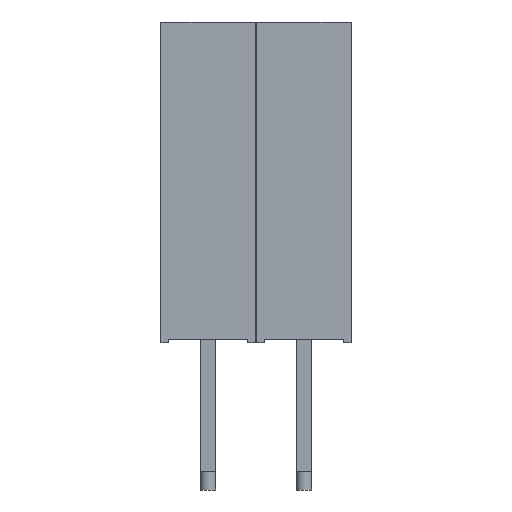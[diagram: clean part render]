
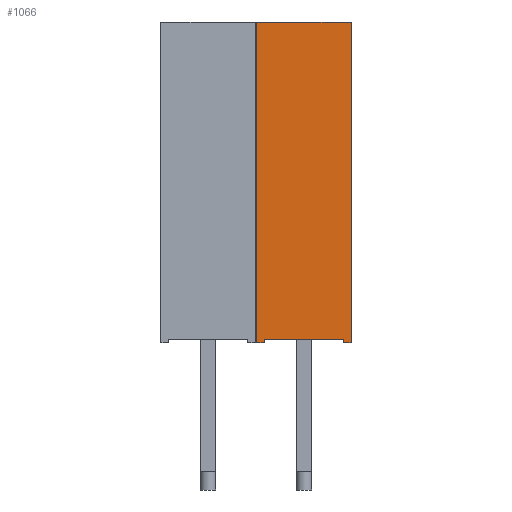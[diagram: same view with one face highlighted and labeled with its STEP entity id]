
A CAD part, left-side view. The second image highlights one B-rep face of the part: STEP entity #1066.
In plain terms, the highlighted planar face has unit normal (-1, 0, 0).
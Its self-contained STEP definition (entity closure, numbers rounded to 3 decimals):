
#1066=ADVANCED_FACE('',(#1291),#1293,.T.);
#1291=FACE_BOUND('',#1292,.T.);
#1292=EDGE_LOOP('',(#1457,#1458,#1459,#1460,#1461,#1462,#1463,#1464));
#1293=PLANE('',#1294);
#1294=AXIS2_PLACEMENT_3D('',#1295,#1296,#1297);
#1295=CARTESIAN_POINT('',(0.,2.5,0.));
#1296=DIRECTION('',(-1.,0.,0.));
#1297=DIRECTION('',(0.,-1.,0.));
#1457=ORIENTED_EDGE('',*,*,#1560,.T.);
#1458=ORIENTED_EDGE('',*,*,#1549,.T.);
#1459=ORIENTED_EDGE('',*,*,#1559,.T.);
#1460=ORIENTED_EDGE('',*,*,#1561,.T.);
#1461=ORIENTED_EDGE('',*,*,#1562,.T.);
#1462=ORIENTED_EDGE('',*,*,#1563,.F.);
#1463=ORIENTED_EDGE('',*,*,#1564,.F.);
#1464=ORIENTED_EDGE('',*,*,#1565,.T.);
#1549=EDGE_CURVE('',#1626,#1624,#1627,.T.);
#1559=EDGE_CURVE('',#1624,#1642,#1644,.F.);
#1560=EDGE_CURVE('',#1645,#1626,#1646,.F.);
#1561=EDGE_CURVE('',#1642,#1647,#1648,.T.);
#1562=EDGE_CURVE('',#1647,#1649,#1650,.T.);
#1563=EDGE_CURVE('',#1651,#1649,#1652,.T.);
#1564=EDGE_CURVE('',#1653,#1651,#1654,.T.);
#1565=EDGE_CURVE('',#1653,#1645,#1655,.T.);
#1624=VERTEX_POINT('',#1768);
#1626=VERTEX_POINT('',#1772);
#1627=LINE('',#1773,#1774);
#1642=VERTEX_POINT('',#1806);
#1644=LINE('',#1810,#1811);
#1645=VERTEX_POINT('',#1813);
#1646=LINE('',#1814,#1815);
#1647=VERTEX_POINT('',#1817);
#1648=LINE('',#1818,#1819);
#1649=VERTEX_POINT('',#1821);
#1650=LINE('',#1822,#1823);
#1651=VERTEX_POINT('',#1825);
#1652=LINE('',#1826,#1827);
#1653=VERTEX_POINT('',#1829);
#1654=LINE('',#1830,#1831);
#1655=LINE('',#1833,#1834);
#1768=CARTESIAN_POINT('',(0.,0.2,0.1));
#1772=CARTESIAN_POINT('',(0.,2.3,0.1));
#1773=CARTESIAN_POINT('',(0.,2.3,0.1));
#1774=VECTOR('',#1775,1.);
#1775=DIRECTION('',(0.,-1.,0.));
#1806=CARTESIAN_POINT('',(0.,0.2,0.));
#1810=CARTESIAN_POINT('',(0.,0.2,0.));
#1811=VECTOR('',#1812,1.);
#1812=DIRECTION('',(0.,0.,1.));
#1813=CARTESIAN_POINT('',(0.,2.3,0.));
#1814=CARTESIAN_POINT('',(0.,2.3,0.1));
#1815=VECTOR('',#1816,1.);
#1816=DIRECTION('',(0.,0.,-1.));
#1817=CARTESIAN_POINT('',(0.,0.,0.));
#1818=CARTESIAN_POINT('',(0.,0.2,0.));
#1819=VECTOR('',#1820,1.);
#1820=DIRECTION('',(0.,-1.,0.));
#1821=CARTESIAN_POINT('',(0.,0.,8.5));
#1822=CARTESIAN_POINT('',(0.,0.,0.));
#1823=VECTOR('',#1824,1.);
#1824=DIRECTION('',(0.,0.,1.));
#1825=CARTESIAN_POINT('',(0.,2.5,8.5));
#1826=CARTESIAN_POINT('',(0.,2.5,8.5));
#1827=VECTOR('',#1828,1.);
#1828=DIRECTION('',(0.,-1.,0.));
#1829=CARTESIAN_POINT('',(0.,2.5,0.));
#1830=CARTESIAN_POINT('',(0.,2.5,0.));
#1831=VECTOR('',#1832,1.);
#1832=DIRECTION('',(0.,0.,1.));
#1833=CARTESIAN_POINT('',(0.,2.5,0.));
#1834=VECTOR('',#1835,1.);
#1835=DIRECTION('',(0.,-1.,0.));
